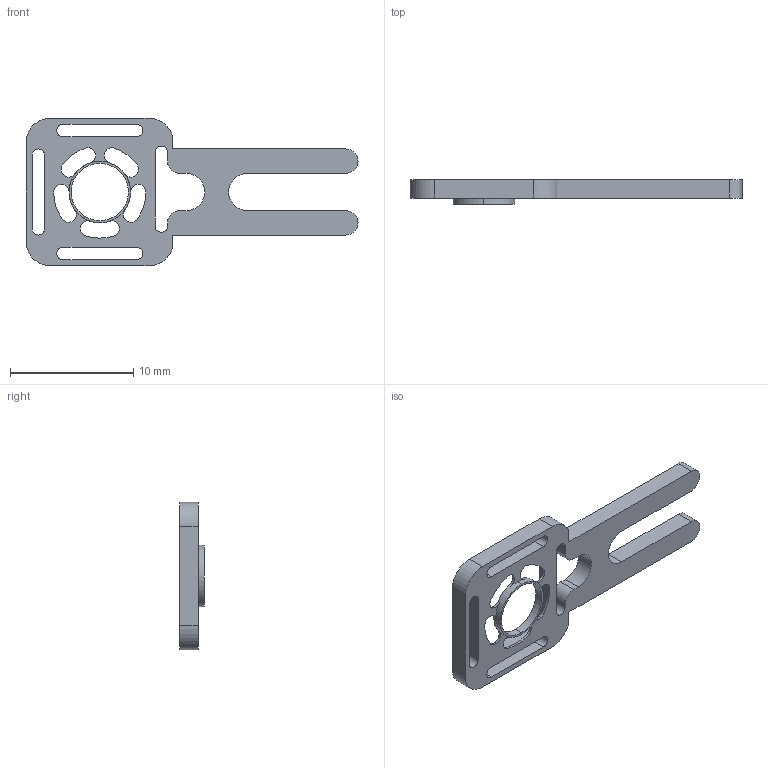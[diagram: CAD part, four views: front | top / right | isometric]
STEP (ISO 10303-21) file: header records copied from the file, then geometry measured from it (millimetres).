
FILE_DESCRIPTION (( 'STEP AP203' ), '1' );
FILE_NAME ('HeadBar_CA1_5mm.STEP', '2021-07-12T13:20:23', ( '' ), ( '' ), 'SwSTEP 2.0', 'SolidWorks 2020', '' );
FILE_SCHEMA (( 'CONFIG_CONTROL_DESIGN' ));
Length unit declared in the file: millimetre
Products named in the file (1): HeadBar_CA1_5mm
Bounding box: 26.99 x 2 x 12 mm (x, y, z)
Volume: 178.7 mm3; surface area: 585.6 mm2
Topology: 1 solids, 1 shells, 78 faces, 237 edges, 158 vertices
Faces by surface type: cylinder 50, plane 28
Entity records: 2828 total; most frequent: DIRECTION 505, CARTESIAN_POINT 474, ORIENTED_EDGE 474, EDGE_CURVE 237, AXIS2_PLACEMENT_3D 189, VERTEX_POINT 158, LINE 127, VECTOR 127
